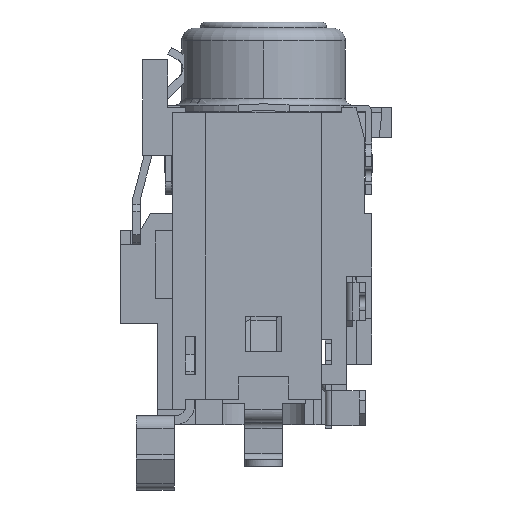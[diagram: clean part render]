
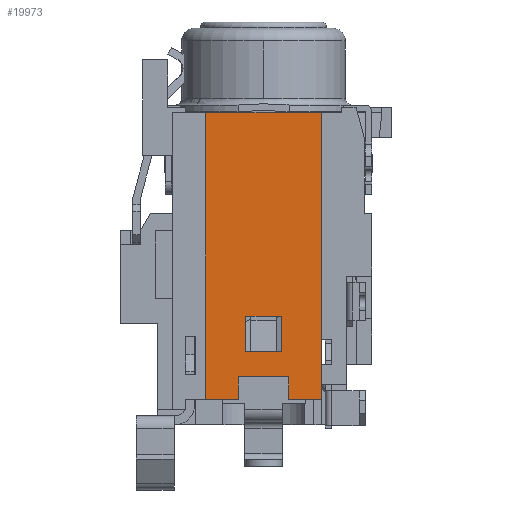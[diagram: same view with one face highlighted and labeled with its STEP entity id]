
A CAD part, front view. The second image highlights one B-rep face of the part: STEP entity #19973.
In plain terms, the highlighted planar face has unit normal (0, -1, 0).
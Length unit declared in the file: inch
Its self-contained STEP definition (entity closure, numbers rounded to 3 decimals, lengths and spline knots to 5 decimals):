
#865 = CARTESIAN_POINT ( 'NONE',  ( -0.09055, -0.12992, -0.44882 ) ) ;
#1362 = CARTESIAN_POINT ( 'NONE',  ( 0.09055, -0.12992, 0.14173 ) ) ;
#1416 = EDGE_CURVE ( 'NONE', #7924, #13500, #8597, .T. ) ;
#1464 = ORIENTED_EDGE ( 'NONE', *, *, #8290, .T. ) ;
#1593 = DIRECTION ( 'NONE',  ( -1., 0., 0. ) ) ;
#1733 = LINE ( 'NONE', #17374, #18643 ) ;
#1852 = CARTESIAN_POINT ( 'NONE',  ( 0.09055, -0.12992, -0.44882 ) ) ;
#2272 = EDGE_LOOP ( 'NONE', ( #2487, #4069, #19849, #10805 ) ) ;
#2487 = ORIENTED_EDGE ( 'NONE', *, *, #18439, .T. ) ;
#2861 = VERTEX_POINT ( 'NONE', #3239 ) ;
#3118 = CARTESIAN_POINT ( 'NONE',  ( -0.03937, -0.12992, -0.41339 ) ) ;
#3156 = VECTOR ( 'NONE', #21520, 39.37008 ) ;
#3188 = EDGE_CURVE ( 'NONE', #14345, #18305, #15057, .T. ) ;
#3239 = CARTESIAN_POINT ( 'NONE',  ( -0.02756, -0.12992, -0.37402 ) ) ;
#3241 = DIRECTION ( 'NONE',  ( 0., -1., 0. ) ) ;
#3986 = LINE ( 'NONE', #8991, #16718 ) ;
#4069 = ORIENTED_EDGE ( 'NONE', *, *, #6819, .T. ) ;
#4070 = VERTEX_POINT ( 'NONE', #8033 ) ;
#4076 = VERTEX_POINT ( 'NONE', #3118 ) ;
#4213 = VECTOR ( 'NONE', #6378, 39.37008 ) ;
#4254 = EDGE_CURVE ( 'NONE', #18305, #4076, #12139, .T. ) ;
#4346 = AXIS2_PLACEMENT_3D ( 'NONE', #19864, #3241, #18278 ) ;
#4459 = CARTESIAN_POINT ( 'NONE',  ( -0.03937, -0.12992, -0.57087 ) ) ;
#4560 = PLANE ( 'NONE',  #4346 ) ;
#4885 = VECTOR ( 'NONE', #6704, 39.37008 ) ;
#5226 = EDGE_CURVE ( 'NONE', #5662, #20154, #19389, .T. ) ;
#5254 = VECTOR ( 'NONE', #1593, 39.37008 ) ;
#5574 = EDGE_LOOP ( 'NONE', ( #8185, #19560, #17844, #20967, #8054, #11016, #1464, #19649 ) ) ;
#5609 = DIRECTION ( 'NONE',  ( 1., 0., 0. ) ) ;
#5631 = VERTEX_POINT ( 'NONE', #20676 ) ;
#5662 = VERTEX_POINT ( 'NONE', #865 ) ;
#5739 = DIRECTION ( 'NONE',  ( -1., 0., 0. ) ) ;
#6269 = VECTOR ( 'NONE', #20962, 39.37008 ) ;
#6378 = DIRECTION ( 'NONE',  ( 0., 0., -1. ) ) ;
#6704 = DIRECTION ( 'NONE',  ( -1., 0., 0. ) ) ;
#6765 = CARTESIAN_POINT ( 'NONE',  ( -0.09055, -0.12992, 0.14173 ) ) ;
#6819 = EDGE_CURVE ( 'NONE', #14619, #7924, #18313, .T. ) ;
#7810 = CARTESIAN_POINT ( 'NONE',  ( 0.02756, -0.12992, -0.11614 ) ) ;
#7862 = VECTOR ( 'NONE', #8272, 39.37008 ) ;
#7924 = VERTEX_POINT ( 'NONE', #12781 ) ;
#8033 = CARTESIAN_POINT ( 'NONE',  ( -0.09055, -0.12992, 0. ) ) ;
#8054 = ORIENTED_EDGE ( 'NONE', *, *, #13478, .T. ) ;
#8073 = EDGE_CURVE ( 'NONE', #4070, #5662, #19566, .T. ) ;
#8185 = ORIENTED_EDGE ( 'NONE', *, *, #5226, .T. ) ;
#8270 = CARTESIAN_POINT ( 'NONE',  ( -0.05906, -0.12992, -0.41339 ) ) ;
#8272 = DIRECTION ( 'NONE',  ( 0., 0., -1. ) ) ;
#8290 = EDGE_CURVE ( 'NONE', #5631, #4070, #3986, .T. ) ;
#8520 = EDGE_CURVE ( 'NONE', #13500, #2861, #11995, .T. ) ;
#8583 = FACE_BOUND ( 'NONE', #2272, .T. ) ;
#8597 = LINE ( 'NONE', #7810, #4213 ) ;
#8785 = VECTOR ( 'NONE', #19418, 39.37008 ) ;
#8991 = CARTESIAN_POINT ( 'NONE',  ( 0.01572, -0.12992, 0. ) ) ;
#9179 = VECTOR ( 'NONE', #15093, 39.37008 ) ;
#9369 = FACE_OUTER_BOUND ( 'NONE', #5574, .T. ) ;
#9381 = CARTESIAN_POINT ( 'NONE',  ( -0.0315, -0.12992, -0.3189 ) ) ;
#9959 = VECTOR ( 'NONE', #14616, 39.37008 ) ;
#10805 = ORIENTED_EDGE ( 'NONE', *, *, #8520, .T. ) ;
#11016 = ORIENTED_EDGE ( 'NONE', *, *, #20018, .F. ) ;
#11074 = VECTOR ( 'NONE', #5609, 39.37008 ) ;
#11995 = LINE ( 'NONE', #14811, #5254 ) ;
#12139 = LINE ( 'NONE', #8270, #4885 ) ;
#12610 = CARTESIAN_POINT ( 'NONE',  ( 0.03937, -0.12992, -0.57087 ) ) ;
#12781 = CARTESIAN_POINT ( 'NONE',  ( 0.02756, -0.12992, -0.3189 ) ) ;
#13019 = LINE ( 'NONE', #1362, #3156 ) ;
#13477 = CARTESIAN_POINT ( 'NONE',  ( 0.03937, -0.12992, -0.44882 ) ) ;
#13478 = EDGE_CURVE ( 'NONE', #14345, #15213, #1733, .T. ) ;
#13483 = CARTESIAN_POINT ( 'NONE',  ( -0.03937, -0.12992, -0.44882 ) ) ;
#13500 = VERTEX_POINT ( 'NONE', #15833 ) ;
#14310 = DIRECTION ( 'NONE',  ( 1., 0., 0. ) ) ;
#14345 = VERTEX_POINT ( 'NONE', #13477 ) ;
#14616 = DIRECTION ( 'NONE',  ( 1., 0., 0. ) ) ;
#14619 = VERTEX_POINT ( 'NONE', #17749 ) ;
#14811 = CARTESIAN_POINT ( 'NONE',  ( -0.05906, -0.12992, -0.37402 ) ) ;
#15057 = LINE ( 'NONE', #12610, #6269 ) ;
#15093 = DIRECTION ( 'NONE',  ( 0., 0., 1. ) ) ;
#15213 = VERTEX_POINT ( 'NONE', #1852 ) ;
#15833 = CARTESIAN_POINT ( 'NONE',  ( 0.02756, -0.12992, -0.37402 ) ) ;
#16110 = EDGE_CURVE ( 'NONE', #20154, #4076, #19475, .T. ) ;
#16718 = VECTOR ( 'NONE', #5739, 39.37008 ) ;
#17374 = CARTESIAN_POINT ( 'NONE',  ( 0., -0.12992, -0.44882 ) ) ;
#17749 = CARTESIAN_POINT ( 'NONE',  ( -0.02756, -0.12992, -0.3189 ) ) ;
#17844 = ORIENTED_EDGE ( 'NONE', *, *, #4254, .F. ) ;
#18278 = DIRECTION ( 'NONE',  ( -1., 0., 0. ) ) ;
#18305 = VERTEX_POINT ( 'NONE', #18364 ) ;
#18313 = LINE ( 'NONE', #9381, #9959 ) ;
#18364 = CARTESIAN_POINT ( 'NONE',  ( 0.03937, -0.12992, -0.41339 ) ) ;
#18439 = EDGE_CURVE ( 'NONE', #2861, #14619, #19590, .T. ) ;
#18499 = CARTESIAN_POINT ( 'NONE',  ( -0.02756, -0.12992, -0.08858 ) ) ;
#18643 = VECTOR ( 'NONE', #14310, 39.37008 ) ;
#19389 = LINE ( 'NONE', #20625, #11074 ) ;
#19418 = DIRECTION ( 'NONE',  ( 0., 0., 1. ) ) ;
#19475 = LINE ( 'NONE', #4459, #8785 ) ;
#19560 = ORIENTED_EDGE ( 'NONE', *, *, #16110, .T. ) ;
#19566 = LINE ( 'NONE', #6765, #7862 ) ;
#19590 = LINE ( 'NONE', #18499, #9179 ) ;
#19649 = ORIENTED_EDGE ( 'NONE', *, *, #8073, .T. ) ;
#19849 = ORIENTED_EDGE ( 'NONE', *, *, #1416, .T. ) ;
#19864 = CARTESIAN_POINT ( 'NONE',  ( -0.09055, -0.12992, 0.14173 ) ) ;
#19973 = ADVANCED_FACE ( 'NONE', ( #8583, #9369 ), #4560, .T. ) ;
#20018 = EDGE_CURVE ( 'NONE', #5631, #15213, #13019, .T. ) ;
#20154 = VERTEX_POINT ( 'NONE', #13483 ) ;
#20625 = CARTESIAN_POINT ( 'NONE',  ( 0., -0.12992, -0.44882 ) ) ;
#20676 = CARTESIAN_POINT ( 'NONE',  ( 0.09055, -0.12992, 0. ) ) ;
#20962 = DIRECTION ( 'NONE',  ( 0., 0., 1. ) ) ;
#20967 = ORIENTED_EDGE ( 'NONE', *, *, #3188, .F. ) ;
#21520 = DIRECTION ( 'NONE',  ( 0., 0., -1. ) ) ;
